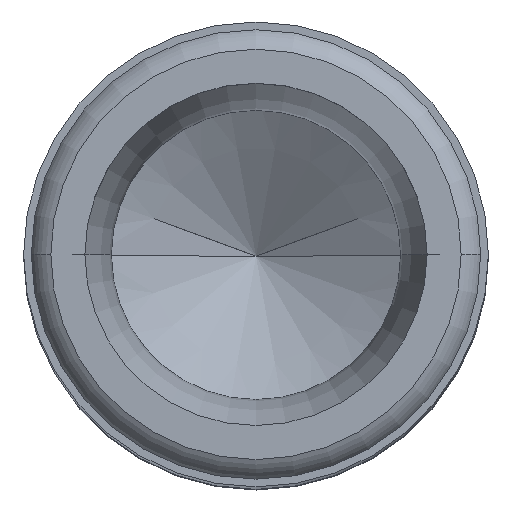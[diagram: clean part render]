
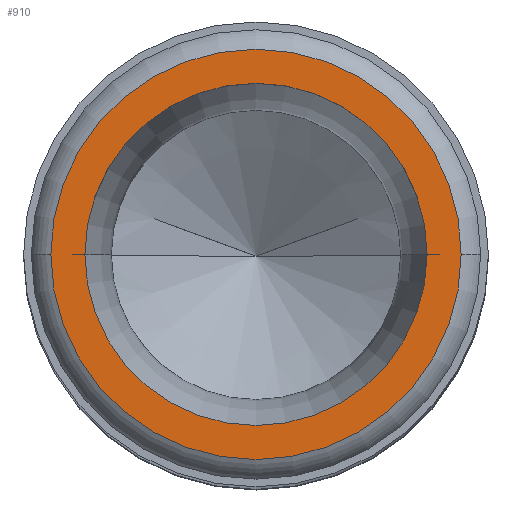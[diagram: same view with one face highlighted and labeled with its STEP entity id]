
A CAD part, top view. The second image highlights one B-rep face of the part: STEP entity #910.
In plain terms, the highlighted planar face has unit normal (0, 0, 1).
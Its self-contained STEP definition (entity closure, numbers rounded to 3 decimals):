
#233=CARTESIAN_POINT('',(0.,0.,12.263));
#234=DIRECTION('',(0.,0.,-1.));
#235=DIRECTION('',(1.,0.,0.));
#236=AXIS2_PLACEMENT_3D('',#233,#234,#235);
#243=CARTESIAN_POINT('',(0.,0.,12.263));
#244=DIRECTION('',(0.,0.,1.));
#245=DIRECTION('',(1.,0.,0.));
#246=AXIS2_PLACEMENT_3D('',#243,#244,#245);
#253=CARTESIAN_POINT('',(0.,0.,12.263));
#254=DIRECTION('',(0.,0.,-1.));
#255=DIRECTION('',(1.,0.,0.));
#256=AXIS2_PLACEMENT_3D('',#253,#254,#255);
#258=CARTESIAN_POINT('',(0.,0.,12.263));
#259=DIRECTION('',(0.,0.,1.));
#260=DIRECTION('',(1.,0.,0.));
#261=AXIS2_PLACEMENT_3D('',#258,#259,#260);
#514=CARTESIAN_POINT('',(2.209,0.,12.263));
#515=VERTEX_POINT('',#514);
#516=CARTESIAN_POINT('',(2.648,0.,12.263));
#518=VERTEX_POINT('',#516);
#545=CARTESIAN_POINT('',(-2.209,0.,12.263));
#546=VERTEX_POINT('',#545);
#547=CARTESIAN_POINT('',(-2.648,0.,12.263));
#549=VERTEX_POINT('',#547);
#895=CARTESIAN_POINT('',(0.,0.,12.263));
#896=DIRECTION('',(0.,0.,-1.));
#897=DIRECTION('',(1.,0.,0.));
#898=AXIS2_PLACEMENT_3D('',#895,#896,#897);
#899=PLANE('',#898);
#900=ORIENTED_EDGE('',*,*,#888,.F.);
#901=ORIENTED_EDGE('',*,*,#877,.T.);
#902=EDGE_LOOP('',(#900,#901));
#903=FACE_OUTER_BOUND('',#902,.F.);
#905=ORIENTED_EDGE('',*,*,#904,.F.);
#907=ORIENTED_EDGE('',*,*,#906,.T.);
#908=EDGE_LOOP('',(#905,#907));
#909=FACE_BOUND('',#908,.F.);
#910=ADVANCED_FACE('',(#903,#909),#899,.F.);
#237=CIRCLE('',#236,2.648);
#247=CIRCLE('',#246,2.648);
#257=CIRCLE('',#256,2.209);
#262=CIRCLE('',#261,2.209);
#877=EDGE_CURVE('',#518,#549,#237,.T.);
#888=EDGE_CURVE('',#518,#549,#247,.T.);
#904=EDGE_CURVE('',#515,#546,#257,.T.);
#906=EDGE_CURVE('',#515,#546,#262,.T.);
